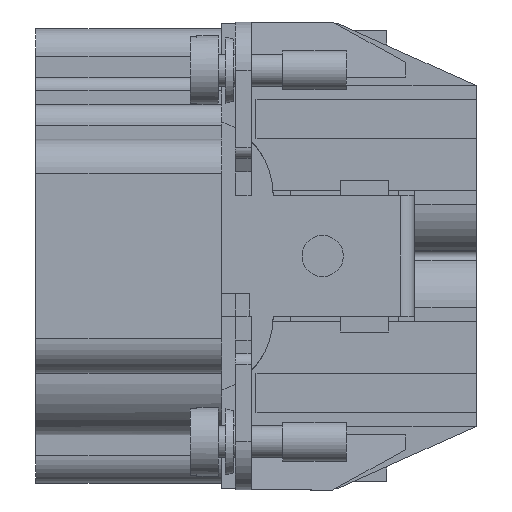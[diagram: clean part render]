
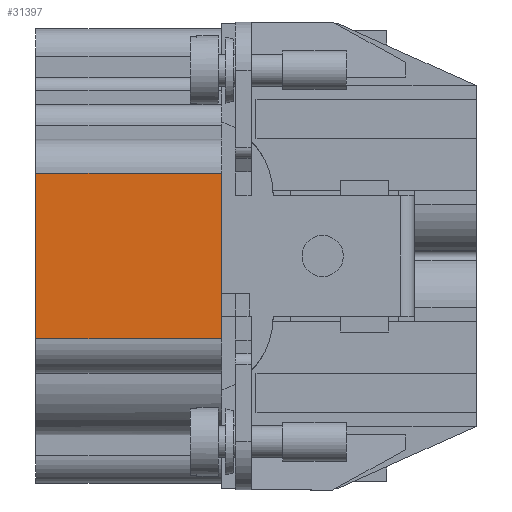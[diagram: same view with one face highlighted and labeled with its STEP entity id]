
A CAD part, left-side view. The second image highlights one B-rep face of the part: STEP entity #31397.
In plain terms, the highlighted planar face has unit normal (-1, 0, 0).
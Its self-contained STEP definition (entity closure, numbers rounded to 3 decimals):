
#931 = CARTESIAN_POINT ( 'NONE',  ( -32.507, 31.6, 6. ) ) ;
#932 = DIRECTION ( 'NONE',  ( 0., 0., 1. ) ) ;
#1626 = LINE ( 'NONE', #931, #28809 ) ;
#2654 = VERTEX_POINT ( 'NONE', #9007 ) ;
#2655 = VERTEX_POINT ( 'NONE', #9006 ) ;
#5310 = VERTEX_POINT ( 'NONE', #8443 ) ;
#5320 = VERTEX_POINT ( 'NONE', #8441 ) ;
#6610 = VECTOR ( 'NONE', #8212, 1000. ) ;
#8210 = DIRECTION ( 'NONE',  ( 0., -1., 0. ) ) ;
#8211 = CARTESIAN_POINT ( 'NONE',  ( -32.507, 31.6, 6. ) ) ;
#8212 = DIRECTION ( 'NONE',  ( 0., -1., 0. ) ) ;
#8213 = CARTESIAN_POINT ( 'NONE',  ( -32.507, 31.6, -6.004 ) ) ;
#8370 = VECTOR ( 'NONE', #20666, 1000. ) ;
#8441 = CARTESIAN_POINT ( 'NONE',  ( -32.507, 18.1, -6.004 ) ) ;
#8443 = CARTESIAN_POINT ( 'NONE',  ( -32.507, 18.1, 6. ) ) ;
#9006 = CARTESIAN_POINT ( 'NONE',  ( -32.507, 31.6, 6. ) ) ;
#9007 = CARTESIAN_POINT ( 'NONE',  ( -32.507, 31.6, -6.004 ) ) ;
#14729 = LINE ( 'NONE', #20668, #8370 ) ;
#14948 = FACE_OUTER_BOUND ( 'NONE', #21637, .T. ) ;
#17224 = EDGE_CURVE ( 'NONE', #5320, #5310, #14729, .T. ) ;
#17668 = VECTOR ( 'NONE', #8210, 1000. ) ;
#17982 = LINE ( 'NONE', #8213, #6610 ) ;
#17983 = LINE ( 'NONE', #8211, #17668 ) ;
#19357 = ORIENTED_EDGE ( 'NONE', *, *, #27985, .T. ) ;
#19359 = ORIENTED_EDGE ( 'NONE', *, *, #27988, .F. ) ;
#19360 = ORIENTED_EDGE ( 'NONE', *, *, #17224, .T. ) ;
#19362 = ORIENTED_EDGE ( 'NONE', *, *, #31758, .F. ) ;
#20666 = DIRECTION ( 'NONE',  ( 0., 0., 1. ) ) ;
#20668 = CARTESIAN_POINT ( 'NONE',  ( -32.507, 18.1, 6. ) ) ;
#21637 = EDGE_LOOP ( 'NONE', ( #19360, #19359, #19362, #19357 ) ) ;
#23525 = AXIS2_PLACEMENT_3D ( 'NONE', #23596, #23598, #23600 ) ;
#23594 = PLANE ( 'NONE',  #23525 ) ;
#23596 = CARTESIAN_POINT ( 'NONE',  ( -32.507, 31.6, 6. ) ) ;
#23598 = DIRECTION ( 'NONE',  ( 1., 0., 0. ) ) ;
#23600 = DIRECTION ( 'NONE',  ( 0., 0., -1. ) ) ;
#27985 = EDGE_CURVE ( 'NONE', #2654, #5320, #17982, .T. ) ;
#27988 = EDGE_CURVE ( 'NONE', #2655, #5310, #17983, .T. ) ;
#28809 = VECTOR ( 'NONE', #932, 1000. ) ;
#31397 = ADVANCED_FACE ( 'NONE', ( #14948 ), #23594, .F. ) ;
#31758 = EDGE_CURVE ( 'NONE', #2654, #2655, #1626, .T. ) ;
